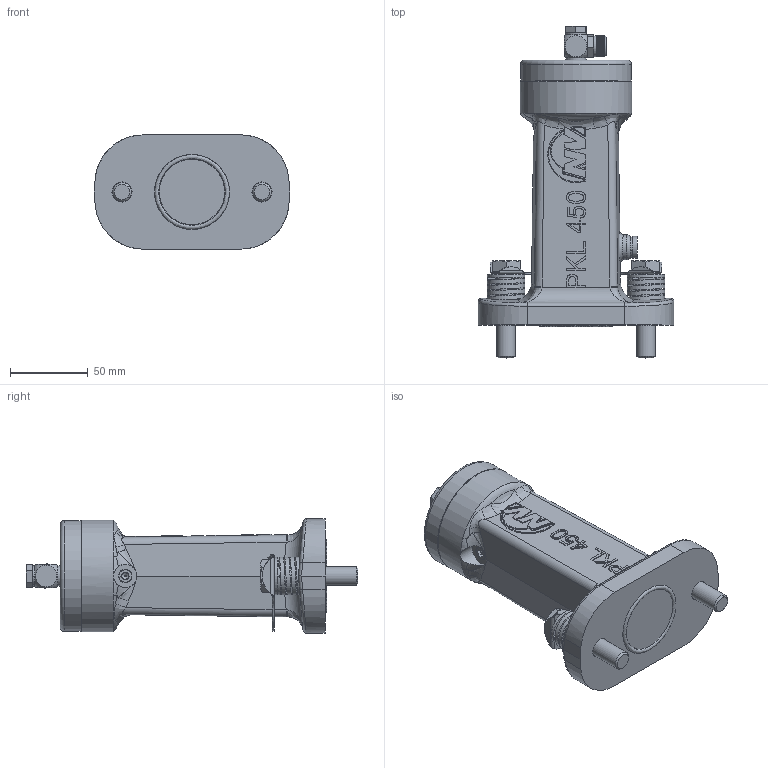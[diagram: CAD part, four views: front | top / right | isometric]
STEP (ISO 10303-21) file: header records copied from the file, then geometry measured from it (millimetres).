
FILE_DESCRIPTION (( 'STEP AP203' ), '1' );
FILE_NAME ('PKL 450.STEP', '2015-03-30T14:35:36', ( 'Netter' ), ( 'Microsoft' ), 'SwSTEP 2.0', 'SolidWorks 2015', '' );
FILE_SCHEMA (( 'CONFIG_CONTROL_DESIGN' ));
Products named in the file (1): PKL 450
Bounding box: 126 x 213.5 x 73.5 mm (x, y, z)
Volume: 627141.2 mm3; surface area: 103870.5 mm2
Topology: 19 solids, 19 shells, 2102 faces, 5678 edges, 3656 vertices
Faces by surface type: cone 856, plane 550, cylinder 512, bspline 152, torus 31, sphere 1
Full cylindrical faces by diameter (mm): 1 x2, 3.5 x2, 4.5 x2, 5 x4, 6 x5, 6.4 x1, 6.5 x4, 7.3 x4, 8.3 x1, 8.5 x1, 8.566 x4, 8.7 x8, 9.67 x1, 9.728 x1, 9.73 x2, 10 x6, 10.1 x1, 10.2 x4, 10.5 x4, 11.445 x1, 11.87 x1, 12 x2, 12.5 x2, 13 x5, 13.65 x1, 14 x1, 15 x1, 16 x1, 24 x2, 25 x2
Entity records: 72765 total; most frequent: CARTESIAN_POINT 24295, ORIENTED_EDGE 10908, DIRECTION 8946, EDGE_CURVE 5454, AXIS2_PLACEMENT_3D 3673, VERTEX_POINT 3599, EDGE_LOOP 2341, FACE_OUTER_BOUND 2197
